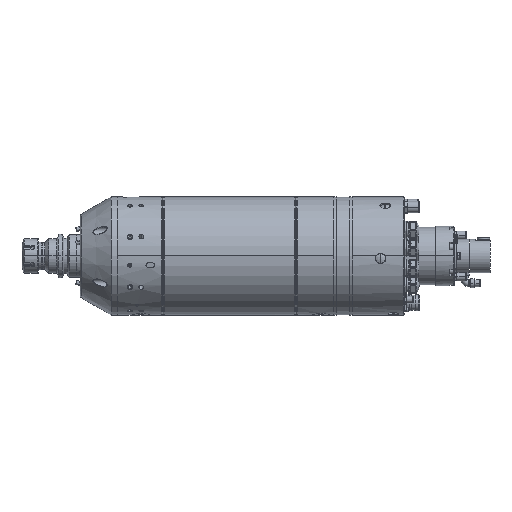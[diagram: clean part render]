
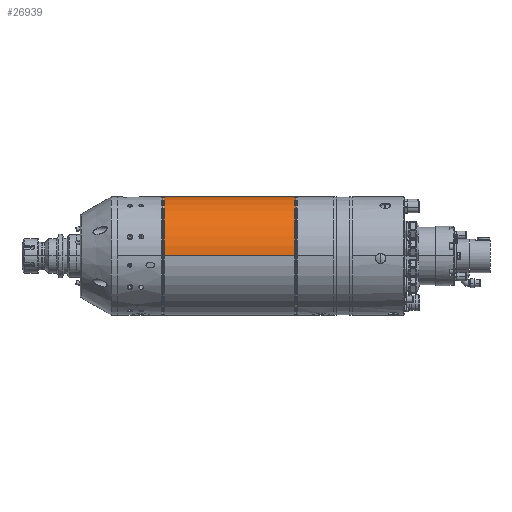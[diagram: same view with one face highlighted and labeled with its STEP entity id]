
A CAD part, top view. The second image highlights one B-rep face of the part: STEP entity #26939.
In plain terms, the highlighted cylindrical face has radius 85 mm (diameter 170 mm), a partial arc.
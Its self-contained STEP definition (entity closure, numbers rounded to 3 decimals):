
#10018 = DIRECTION ( 'NONE',  ( 1., 0., 0. ) ) ;
#10266 = DIRECTION ( 'NONE',  ( -1., 0., 0. ) ) ;
#10346 = CARTESIAN_POINT ( 'NONE',  ( 369., 0., 85. ) ) ;
#10378 = CARTESIAN_POINT ( 'NONE',  ( 125.8, 0., 0. ) ) ;
#10380 = CARTESIAN_POINT ( 'NONE',  ( 313.8, 0., 0. ) ) ;
#10382 = DIRECTION ( 'NONE',  ( 0., 0., 1. ) ) ;
#10419 = DIRECTION ( 'NONE',  ( 0., 0., 1. ) ) ;
#10440 = DIRECTION ( 'NONE',  ( 1., 0., 0. ) ) ;
#10463 = CARTESIAN_POINT ( 'NONE',  ( 369., 0., -85. ) ) ;
#10488 = DIRECTION ( 'NONE',  ( -1., 0., 0. ) ) ;
#18876 = EDGE_LOOP ( 'NONE', ( #44763, #44764, #44766, #44768 ) ) ;
#20934 = EDGE_CURVE ( 'NONE', #56409, #56318, #24331, .T. ) ;
#20935 = EDGE_CURVE ( 'NONE', #56058, #56318, #24337, .T. ) ;
#20937 = EDGE_CURVE ( 'NONE', #56610, #56409, #24346, .T. ) ;
#20938 = EDGE_CURVE ( 'NONE', #56610, #56058, #24347, .T. ) ;
#24331 = CIRCLE ( 'NONE', #29235, 85. ) ;
#24337 = LINE ( 'NONE', #10463, #24344 ) ;
#24344 = VECTOR ( 'NONE', #10018, 1000. ) ;
#24346 = LINE ( 'NONE', #10346, #24348 ) ;
#24347 = CIRCLE ( 'NONE', #29239, 85. ) ;
#24348 = VECTOR ( 'NONE', #10440, 1000. ) ;
#26939 = ADVANCED_FACE ( 'NONE', ( #32902 ), #32913, .T. ) ;
#29235 = AXIS2_PLACEMENT_3D ( 'NONE', #10380, #10266, #10382 ) ;
#29239 = AXIS2_PLACEMENT_3D ( 'NONE', #10378, #10488, #10419 ) ;
#32902 = FACE_OUTER_BOUND ( 'NONE', #18876, .T. ) ;
#32913 = CYLINDRICAL_SURFACE ( 'NONE', #48891, 85. ) ;
#44763 = ORIENTED_EDGE ( 'NONE', *, *, #20938, .F. ) ;
#44764 = ORIENTED_EDGE ( 'NONE', *, *, #20937, .T. ) ;
#44766 = ORIENTED_EDGE ( 'NONE', *, *, #20934, .T. ) ;
#44768 = ORIENTED_EDGE ( 'NONE', *, *, #20935, .F. ) ;
#48891 = AXIS2_PLACEMENT_3D ( 'NONE', #61084, #61879, #61067 ) ;
#53354 = CARTESIAN_POINT ( 'NONE',  ( 125.8, 0., -85. ) ) ;
#53833 = CARTESIAN_POINT ( 'NONE',  ( 313.8, 0., -85. ) ) ;
#54002 = CARTESIAN_POINT ( 'NONE',  ( 313.8, 0., 85. ) ) ;
#54378 = CARTESIAN_POINT ( 'NONE',  ( 125.8, 0., 85. ) ) ;
#56058 = VERTEX_POINT ( 'NONE', #53354 ) ;
#56318 = VERTEX_POINT ( 'NONE', #53833 ) ;
#56409 = VERTEX_POINT ( 'NONE', #54002 ) ;
#56610 = VERTEX_POINT ( 'NONE', #54378 ) ;
#61067 = DIRECTION ( 'NONE',  ( 0., 0., -1. ) ) ;
#61084 = CARTESIAN_POINT ( 'NONE',  ( 369., 0., 0. ) ) ;
#61879 = DIRECTION ( 'NONE',  ( 1., 0., 0. ) ) ;
